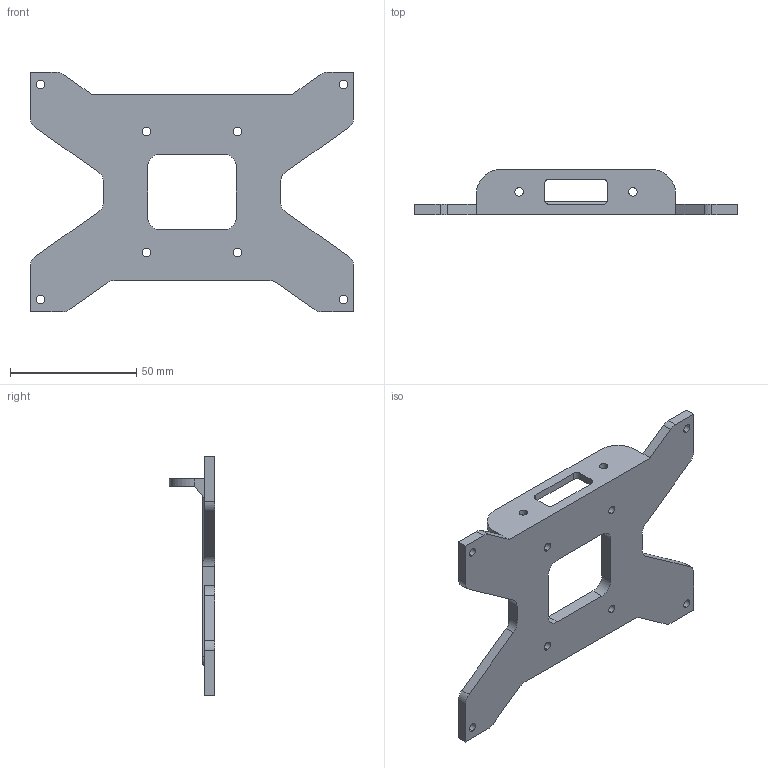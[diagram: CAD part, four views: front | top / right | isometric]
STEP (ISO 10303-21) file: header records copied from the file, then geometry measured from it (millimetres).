
FILE_DESCRIPTION (( 'STEP AP214' ), '1' );
FILE_NAME ('mid360-realsense-board.STEP', '2024-04-29T06:02:59', ( '' ), ( '' ), 'SwSTEP 2.0', 'SolidWorks 2022', '' );
FILE_SCHEMA (( 'AUTOMOTIVE_DESIGN' ));
Length unit declared in the file: millimetre
Products named in the file (1): mid360-realsense-board
Bounding box: 128 x 18 x 95 mm (x, y, z)
Volume: 35455.2 mm3; surface area: 19701.3 mm2
Topology: 1 solids, 1 shells, 95 faces, 274 edges, 180 vertices
Faces by surface type: plane 47, cylinder 45, cone 3
Entity records: 3235 total; most frequent: CARTESIAN_POINT 587, DIRECTION 553, ORIENTED_EDGE 548, EDGE_CURVE 274, AXIS2_PLACEMENT_3D 192, VERTEX_POINT 180, LINE 169, VECTOR 169
